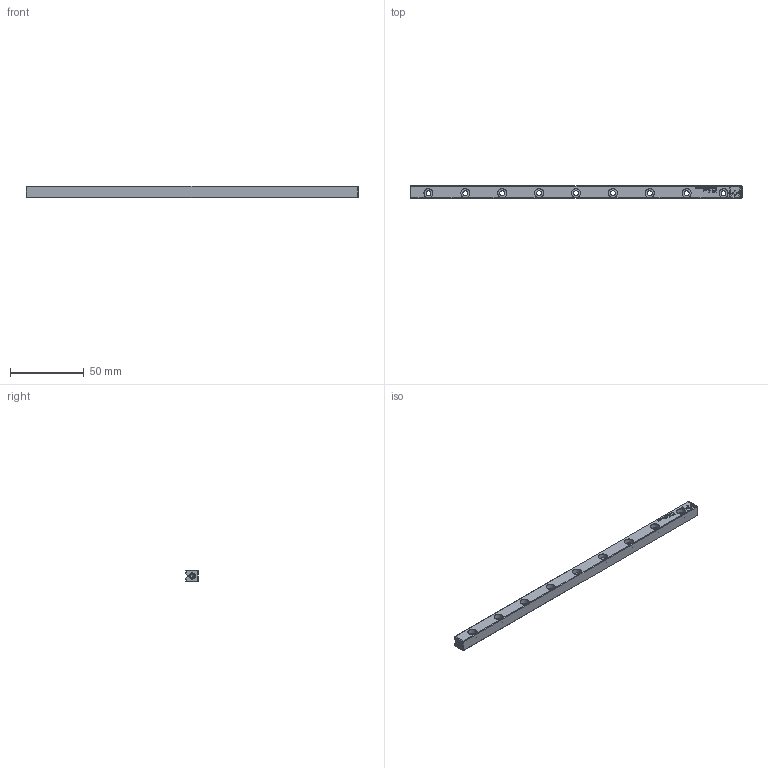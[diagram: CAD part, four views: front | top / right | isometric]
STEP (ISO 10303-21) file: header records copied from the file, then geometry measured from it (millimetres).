
FILE_DESCRIPTION(/* description */ (''),/* implementation_level */ '2;1');
FILE_NAME(/* name */ 'Rail RSDE-3225.stp',/* time_stamp */ '2024-11-11T14:58:23+01:00',/* author */ (''),/* organization */ (''),/* preprocessor_version */ 'ST-DEVELOPER v16.7',/* originating_system */ 'SIEMENS PLM Software NX 12.0',/* authorisation */ '');
FILE_SCHEMA (('AUTOMOTIVE_DESIGN { 1 0 10303 214 3 1 1 1 }'));
Length unit declared in the file: millimetre
Products named in the file (1): Rail RSDE-3225_step_stp
Bounding box: 225 x 8.6 x 8 mm (x, y, z)
Volume: 13344.1 mm3; surface area: 8768.2 mm2
Topology: 1 solids, 1 shells, 370 faces, 994 edges, 659 vertices
Faces by surface type: plane 233, bspline 90, cone 24, cylinder 23
Full cylindrical faces by diameter (mm): 2.6 x2, 3.2 x2, 3.3 x9, 6 x9
Entity records: 13487 total; most frequent: CARTESIAN_POINT 3152, ORIENTED_EDGE 1826, DIRECTION 1361, EDGE_CURVE 913, LINE 667, VECTOR 667, VERTEX_POINT 626, EDGE_LOOP 467
